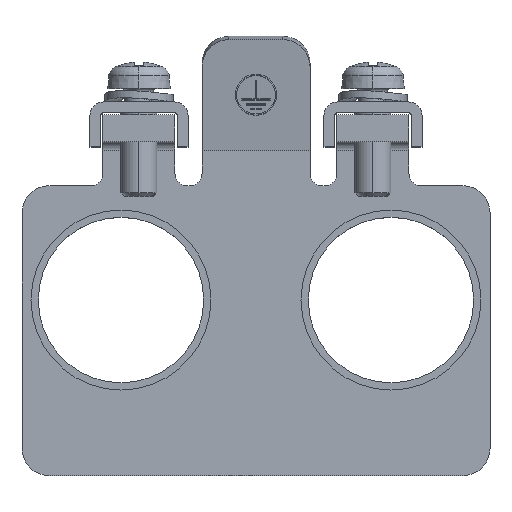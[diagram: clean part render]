
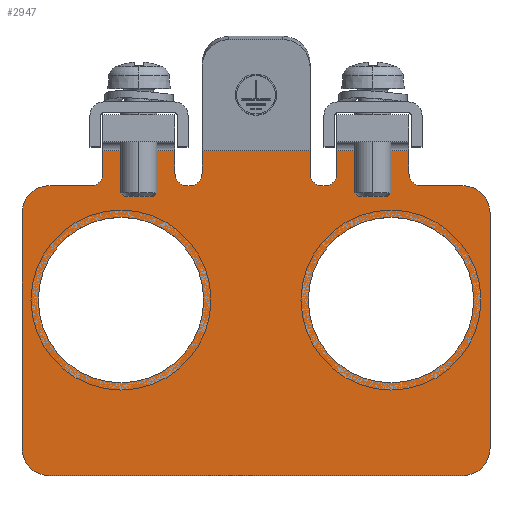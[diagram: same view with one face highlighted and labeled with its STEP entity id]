
A CAD part, top view. The second image highlights one B-rep face of the part: STEP entity #2947.
In plain terms, the highlighted planar face has unit normal (0, 0, 1).
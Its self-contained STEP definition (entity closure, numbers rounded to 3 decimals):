
#367=DIRECTION('',(0.,-1.,0.));
#368=VECTOR('',#367,2.5);
#369=CARTESIAN_POINT('',(-17.,36.1,3.));
#370=LINE('',#369,#368);
#376=CARTESIAN_POINT('',(-18.4,33.6,3.));
#377=DIRECTION('',(0.,0.,-1.));
#378=DIRECTION('',(1.,0.,0.));
#379=AXIS2_PLACEMENT_3D('',#376,#377,#378);
#413=CARTESIAN_POINT('',(-7.6,33.6,3.));
#414=DIRECTION('',(0.,0.,-1.));
#415=DIRECTION('',(0.,-1.,0.));
#416=AXIS2_PLACEMENT_3D('',#413,#414,#415);
#423=CARTESIAN_POINT('',(-23.,29.2,3.));
#424=DIRECTION('',(0.,0.,1.));
#425=DIRECTION('',(0.,1.,0.));
#426=AXIS2_PLACEMENT_3D('',#423,#424,#425);
#428=DIRECTION('',(-1.,0.,0.));
#429=VECTOR('',#428,4.6);
#430=CARTESIAN_POINT('',(-18.4,32.2,3.));
#431=LINE('',#430,#429);
#432=DIRECTION('',(1.,0.,0.));
#433=VECTOR('',#432,8.);
#434=CARTESIAN_POINT('',(-17.,36.1,3.));
#435=LINE('',#434,#433);
#436=DIRECTION('',(-1.,0.,0.));
#437=VECTOR('',#436,0.2);
#438=CARTESIAN_POINT('',(-7.4,32.2,3.));
#439=LINE('',#438,#437);
#440=DIRECTION('',(-1.,0.,0.));
#441=VECTOR('',#440,0.2);
#442=CARTESIAN_POINT('',(7.6,32.2,3.));
#443=LINE('',#442,#441);
#444=DIRECTION('',(-1.,0.,0.));
#445=VECTOR('',#444,8.);
#446=CARTESIAN_POINT('',(17.,36.1,3.));
#447=LINE('',#446,#445);
#448=DIRECTION('',(-1.,0.,0.));
#449=VECTOR('',#448,4.6);
#450=CARTESIAN_POINT('',(23.,32.2,3.));
#451=LINE('',#450,#449);
#452=CARTESIAN_POINT('',(23.,29.2,3.));
#453=DIRECTION('',(0.,0.,1.));
#454=DIRECTION('',(1.,0.,0.));
#455=AXIS2_PLACEMENT_3D('',#452,#453,#454);
#457=DIRECTION('',(0.,1.,0.));
#458=VECTOR('',#457,26.2);
#459=CARTESIAN_POINT('',(26.,3.,3.));
#460=LINE('',#459,#458);
#461=CARTESIAN_POINT('',(23.,3.,3.));
#462=DIRECTION('',(0.,0.,1.));
#463=DIRECTION('',(0.,-1.,0.));
#464=AXIS2_PLACEMENT_3D('',#461,#462,#463);
#466=DIRECTION('',(1.,0.,0.));
#467=VECTOR('',#466,46.);
#468=CARTESIAN_POINT('',(-23.,0.,3.));
#469=LINE('',#468,#467);
#470=CARTESIAN_POINT('',(-23.,3.,3.));
#471=DIRECTION('',(0.,0.,1.));
#472=DIRECTION('',(-1.,0.,0.));
#473=AXIS2_PLACEMENT_3D('',#470,#471,#472);
#475=DIRECTION('',(0.,-1.,0.));
#476=VECTOR('',#475,26.2);
#477=CARTESIAN_POINT('',(-26.,29.2,3.));
#478=LINE('',#477,#476);
#479=CARTESIAN_POINT('',(15.,19.5,3.));
#480=DIRECTION('',(0.,0.,-1.));
#481=DIRECTION('',(-1.,0.,0.));
#482=AXIS2_PLACEMENT_3D('',#479,#480,#481);
#484=CARTESIAN_POINT('',(15.,19.5,3.));
#485=DIRECTION('',(0.,0.,-1.));
#486=DIRECTION('',(1.,0.,0.));
#487=AXIS2_PLACEMENT_3D('',#484,#485,#486);
#489=CARTESIAN_POINT('',(-15.,19.5,3.));
#490=DIRECTION('',(0.,0.,-1.));
#491=DIRECTION('',(-1.,0.,0.));
#492=AXIS2_PLACEMENT_3D('',#489,#490,#491);
#494=CARTESIAN_POINT('',(-15.,19.5,3.));
#495=DIRECTION('',(0.,0.,-1.));
#496=DIRECTION('',(1.,0.,0.));
#497=AXIS2_PLACEMENT_3D('',#494,#495,#496);
#595=CARTESIAN_POINT('',(18.4,33.6,3.));
#596=DIRECTION('',(0.,0.,-1.));
#597=DIRECTION('',(0.,-1.,0.));
#598=AXIS2_PLACEMENT_3D('',#595,#596,#597);
#609=DIRECTION('',(0.,-1.,0.));
#610=VECTOR('',#609,2.5);
#611=CARTESIAN_POINT('',(17.,36.1,3.));
#612=LINE('',#611,#610);
#673=DIRECTION('',(0.,-1.,0.));
#674=VECTOR('',#673,2.5);
#675=CARTESIAN_POINT('',(9.,36.1,3.));
#676=LINE('',#675,#674);
#682=CARTESIAN_POINT('',(7.6,33.6,3.));
#683=DIRECTION('',(0.,0.,-1.));
#684=DIRECTION('',(1.,0.,0.));
#685=AXIS2_PLACEMENT_3D('',#682,#683,#684);
#1241=CARTESIAN_POINT('',(7.4,33.6,3.));
#1242=DIRECTION('',(0.,0.,-1.));
#1243=DIRECTION('',(0.,-1.,0.));
#1244=AXIS2_PLACEMENT_3D('',#1241,#1242,#1243);
#1267=DIRECTION('',(0.,1.,0.));
#1268=VECTOR('',#1267,2.5);
#1269=CARTESIAN_POINT('',(6.,33.6,3.));
#1270=LINE('',#1269,#1268);
#1285=DIRECTION('',(-1.,0.,0.));
#1286=VECTOR('',#1285,12.);
#1287=CARTESIAN_POINT('',(6.,36.1,3.));
#1288=LINE('',#1287,#1286);
#1395=DIRECTION('',(0.,1.,0.));
#1396=VECTOR('',#1395,2.5);
#1397=CARTESIAN_POINT('',(-6.,33.6,3.));
#1398=LINE('',#1397,#1396);
#1416=CARTESIAN_POINT('',(-7.4,33.6,3.));
#1417=DIRECTION('',(0.,0.,-1.));
#1418=DIRECTION('',(1.,0.,0.));
#1419=AXIS2_PLACEMENT_3D('',#1416,#1417,#1418);
#1601=DIRECTION('',(0.,-1.,0.));
#1602=VECTOR('',#1601,2.5);
#1603=CARTESIAN_POINT('',(-9.,36.1,3.));
#1604=LINE('',#1603,#1602);
#1936=CARTESIAN_POINT('',(-17.,36.1,3.));
#1937=VERTEX_POINT('',#1936);
#1948=CARTESIAN_POINT('',(-9.,36.1,3.));
#1949=VERTEX_POINT('',#1948);
#1960=CARTESIAN_POINT('',(17.,36.1,3.));
#1961=VERTEX_POINT('',#1960);
#1972=CARTESIAN_POINT('',(9.,36.1,3.));
#1973=VERTEX_POINT('',#1972);
#1974=CARTESIAN_POINT('',(-7.6,32.2,3.));
#1976=VERTEX_POINT('',#1974);
#1978=CARTESIAN_POINT('',(-9.,33.6,3.));
#1980=VERTEX_POINT('',#1978);
#1983=CARTESIAN_POINT('',(-7.4,32.2,3.));
#1985=VERTEX_POINT('',#1983);
#1987=CARTESIAN_POINT('',(-6.,33.6,3.));
#1989=VERTEX_POINT('',#1987);
#1991=CARTESIAN_POINT('',(7.6,32.2,3.));
#1993=VERTEX_POINT('',#1991);
#1995=CARTESIAN_POINT('',(9.,33.6,3.));
#1997=VERTEX_POINT('',#1995);
#1998=CARTESIAN_POINT('',(7.4,32.2,3.));
#2000=VERTEX_POINT('',#1998);
#2002=CARTESIAN_POINT('',(6.,33.6,3.));
#2004=VERTEX_POINT('',#2002);
#2008=CARTESIAN_POINT('',(6.,36.1,3.));
#2009=VERTEX_POINT('',#2008);
#2010=CARTESIAN_POINT('',(-6.,36.1,3.));
#2011=VERTEX_POINT('',#2010);
#2018=CARTESIAN_POINT('',(-23.,32.2,3.));
#2019=VERTEX_POINT('',#2018);
#2020=CARTESIAN_POINT('',(-26.,29.2,3.));
#2021=VERTEX_POINT('',#2020);
#2026=CARTESIAN_POINT('',(-26.,3.,3.));
#2027=VERTEX_POINT('',#2026);
#2028=CARTESIAN_POINT('',(-23.,0.,3.));
#2029=VERTEX_POINT('',#2028);
#2034=CARTESIAN_POINT('',(23.,0.,3.));
#2035=VERTEX_POINT('',#2034);
#2036=CARTESIAN_POINT('',(26.,3.,3.));
#2037=VERTEX_POINT('',#2036);
#2042=CARTESIAN_POINT('',(26.,29.2,3.));
#2043=VERTEX_POINT('',#2042);
#2044=CARTESIAN_POINT('',(23.,32.2,3.));
#2045=VERTEX_POINT('',#2044);
#2046=CARTESIAN_POINT('',(18.4,32.2,3.));
#2048=VERTEX_POINT('',#2046);
#2050=CARTESIAN_POINT('',(17.,33.6,3.));
#2052=VERTEX_POINT('',#2050);
#2055=CARTESIAN_POINT('',(-18.4,32.2,3.));
#2057=VERTEX_POINT('',#2055);
#2059=CARTESIAN_POINT('',(-17.,33.6,3.));
#2061=VERTEX_POINT('',#2059);
#2166=CARTESIAN_POINT('',(5.81,19.5,3.));
#2167=CARTESIAN_POINT('',(24.19,19.5,3.));
#2168=VERTEX_POINT('',#2166);
#2169=VERTEX_POINT('',#2167);
#2170=CARTESIAN_POINT('',(-24.19,19.5,3.));
#2171=CARTESIAN_POINT('',(-5.81,19.5,3.));
#2172=VERTEX_POINT('',#2170);
#2173=VERTEX_POINT('',#2171);
#2883=CARTESIAN_POINT('',(0.,0.,3.));
#2884=DIRECTION('',(0.,0.,1.));
#2885=DIRECTION('',(1.,0.,0.));
#2886=AXIS2_PLACEMENT_3D('',#2883,#2884,#2885);
#2887=PLANE('',#2886);
#2889=ORIENTED_EDGE('',*,*,#2888,.F.);
#2890=ORIENTED_EDGE('',*,*,#2847,.F.);
#2891=ORIENTED_EDGE('',*,*,#2800,.F.);
#2892=ORIENTED_EDGE('',*,*,#2785,.F.);
#2894=ORIENTED_EDGE('',*,*,#2893,.T.);
#2896=ORIENTED_EDGE('',*,*,#2895,.T.);
#2897=ORIENTED_EDGE('',*,*,#2874,.F.);
#2898=ORIENTED_EDGE('',*,*,#2816,.F.);
#2900=ORIENTED_EDGE('',*,*,#2899,.F.);
#2902=ORIENTED_EDGE('',*,*,#2901,.T.);
#2904=ORIENTED_EDGE('',*,*,#2903,.F.);
#2906=ORIENTED_EDGE('',*,*,#2905,.F.);
#2908=ORIENTED_EDGE('',*,*,#2907,.F.);
#2909=ORIENTED_EDGE('',*,*,#2828,.F.);
#2911=ORIENTED_EDGE('',*,*,#2910,.F.);
#2913=ORIENTED_EDGE('',*,*,#2912,.F.);
#2915=ORIENTED_EDGE('',*,*,#2914,.F.);
#2917=ORIENTED_EDGE('',*,*,#2916,.T.);
#2919=ORIENTED_EDGE('',*,*,#2918,.F.);
#2920=ORIENTED_EDGE('',*,*,#2859,.F.);
#2922=ORIENTED_EDGE('',*,*,#2921,.F.);
#2924=ORIENTED_EDGE('',*,*,#2923,.F.);
#2926=ORIENTED_EDGE('',*,*,#2925,.F.);
#2928=ORIENTED_EDGE('',*,*,#2927,.F.);
#2930=ORIENTED_EDGE('',*,*,#2929,.F.);
#2932=ORIENTED_EDGE('',*,*,#2931,.F.);
#2933=EDGE_LOOP('',(#2889,#2890,#2891,#2892,#2894,#2896,#2897,#2898,#2900,#2902,
#2904,#2906,#2908,#2909,#2911,#2913,#2915,#2917,#2919,#2920,#2922,#2924,#2926,
#2928,#2930,#2932));
#2934=FACE_OUTER_BOUND('',#2933,.F.);
#2936=ORIENTED_EDGE('',*,*,#2935,.F.);
#2938=ORIENTED_EDGE('',*,*,#2937,.F.);
#2939=EDGE_LOOP('',(#2936,#2938));
#2940=FACE_BOUND('',#2939,.F.);
#2942=ORIENTED_EDGE('',*,*,#2941,.F.);
#2944=ORIENTED_EDGE('',*,*,#2943,.F.);
#2945=EDGE_LOOP('',(#2942,#2944));
#2946=FACE_BOUND('',#2945,.F.);
#2947=ADVANCED_FACE('',(#2934,#2940,#2946),#2887,.T.);
#380=CIRCLE('',#379,1.4);
#417=CIRCLE('',#416,1.4);
#427=CIRCLE('',#426,3.);
#456=CIRCLE('',#455,3.);
#465=CIRCLE('',#464,3.);
#474=CIRCLE('',#473,3.);
#483=CIRCLE('',#482,9.19);
#488=CIRCLE('',#487,9.19);
#493=CIRCLE('',#492,9.19);
#498=CIRCLE('',#497,9.19);
#599=CIRCLE('',#598,1.4);
#686=CIRCLE('',#685,1.4);
#1245=CIRCLE('',#1244,1.4);
#1420=CIRCLE('',#1419,1.4);
#2785=EDGE_CURVE('',#1937,#2061,#370,.T.);
#2800=EDGE_CURVE('',#2061,#2057,#380,.T.);
#2816=EDGE_CURVE('',#1985,#1976,#439,.T.);
#2828=EDGE_CURVE('',#1993,#2000,#443,.T.);
#2847=EDGE_CURVE('',#2057,#2019,#431,.T.);
#2859=EDGE_CURVE('',#2045,#2048,#451,.T.);
#2874=EDGE_CURVE('',#1976,#1980,#417,.T.);
#2888=EDGE_CURVE('',#2019,#2021,#427,.T.);
#2893=EDGE_CURVE('',#1937,#1949,#435,.T.);
#2895=EDGE_CURVE('',#1949,#1980,#1604,.T.);
#2899=EDGE_CURVE('',#1989,#1985,#1420,.T.);
#2901=EDGE_CURVE('',#1989,#2011,#1398,.T.);
#2903=EDGE_CURVE('',#2009,#2011,#1288,.T.);
#2905=EDGE_CURVE('',#2004,#2009,#1270,.T.);
#2907=EDGE_CURVE('',#2000,#2004,#1245,.T.);
#2910=EDGE_CURVE('',#1997,#1993,#686,.T.);
#2912=EDGE_CURVE('',#1973,#1997,#676,.T.);
#2914=EDGE_CURVE('',#1961,#1973,#447,.T.);
#2916=EDGE_CURVE('',#1961,#2052,#612,.T.);
#2918=EDGE_CURVE('',#2048,#2052,#599,.T.);
#2921=EDGE_CURVE('',#2043,#2045,#456,.T.);
#2923=EDGE_CURVE('',#2037,#2043,#460,.T.);
#2925=EDGE_CURVE('',#2035,#2037,#465,.T.);
#2927=EDGE_CURVE('',#2029,#2035,#469,.T.);
#2929=EDGE_CURVE('',#2027,#2029,#474,.T.);
#2931=EDGE_CURVE('',#2021,#2027,#478,.T.);
#2935=EDGE_CURVE('',#2168,#2169,#483,.T.);
#2937=EDGE_CURVE('',#2169,#2168,#488,.T.);
#2941=EDGE_CURVE('',#2172,#2173,#493,.T.);
#2943=EDGE_CURVE('',#2173,#2172,#498,.T.);
